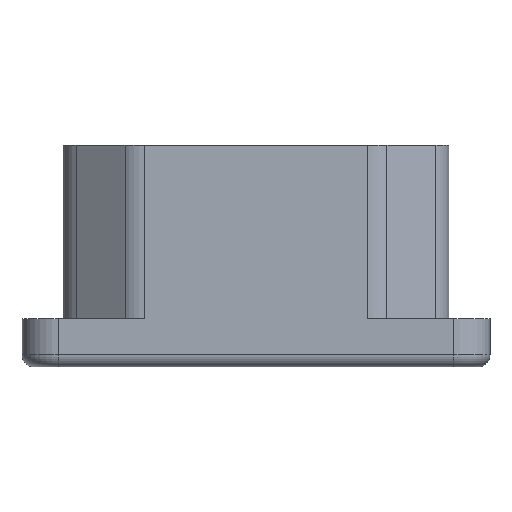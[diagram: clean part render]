
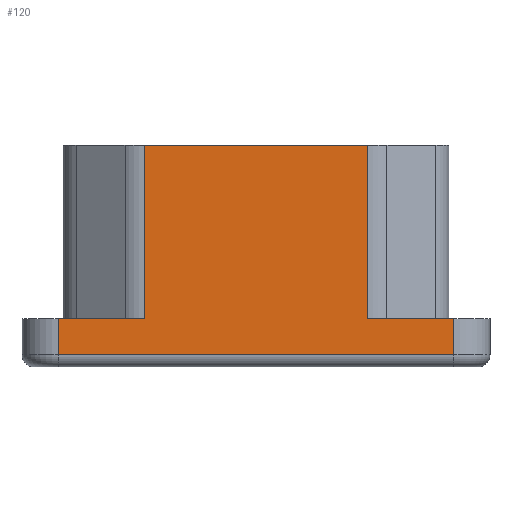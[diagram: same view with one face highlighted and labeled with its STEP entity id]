
A CAD part, front view. The second image highlights one B-rep face of the part: STEP entity #120.
In plain terms, the highlighted planar face has unit normal (0, -1, 0).
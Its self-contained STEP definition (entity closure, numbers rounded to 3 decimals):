
#20 = VERTEX_POINT ( 'NONE', #405 ) ;
#39 = EDGE_CURVE ( 'NONE', #87, #332, #521, .T. ) ;
#43 = ORIENTED_EDGE ( 'NONE', *, *, #39, .T. ) ;
#48 = EDGE_CURVE ( 'NONE', #20, #103, #427, .T. ) ;
#50 = EDGE_CURVE ( 'NONE', #105, #103, #436, .T. ) ;
#67 = EDGE_CURVE ( 'NONE', #87, #20, #591, .T. ) ;
#87 = VERTEX_POINT ( 'NONE', #720 ) ;
#102 = ORIENTED_EDGE ( 'NONE', *, *, #50, .T. ) ;
#103 = VERTEX_POINT ( 'NONE', #677 ) ;
#104 = ORIENTED_EDGE ( 'NONE', *, *, #48, .F. ) ;
#105 = VERTEX_POINT ( 'NONE', #712 ) ;
#106 = ORIENTED_EDGE ( 'NONE', *, *, #108, .T. ) ;
#107 = EDGE_CURVE ( 'NONE', #118, #105, #681, .T. ) ;
#108 = EDGE_CURVE ( 'NONE', #332, #112, #724, .T. ) ;
#109 = ORIENTED_EDGE ( 'NONE', *, *, #67, .F. ) ;
#110 = ORIENTED_EDGE ( 'NONE', *, *, #107, .T. ) ;
#112 = VERTEX_POINT ( 'NONE', #673 ) ;
#113 = ORIENTED_EDGE ( 'NONE', *, *, #117, .T. ) ;
#114 = VERTEX_POINT ( 'NONE', #667 ) ;
#115 = ORIENTED_EDGE ( 'NONE', *, *, #116, .F. ) ;
#116 = EDGE_CURVE ( 'NONE', #114, #112, #672, .T. ) ;
#117 = EDGE_CURVE ( 'NONE', #114, #118, #708, .T. ) ;
#118 = VERTEX_POINT ( 'NONE', #709 ) ;
#119 = EDGE_LOOP ( 'NONE', ( #115, #113, #110, #102, #104, #109, #43, #106 ) ) ;
#120 = ADVANCED_FACE ( 'NONE', ( #707 ), #701, .F. ) ;
#332 = VERTEX_POINT ( 'NONE', #1127 ) ;
#379 = DIRECTION ( 'NONE',  ( -1., 0., 0. ) ) ;
#380 = VECTOR ( 'NONE', #379, 1000. ) ;
#385 = CARTESIAN_POINT ( 'NONE',  ( 8.2, -3.275, 0. ) ) ;
#405 = CARTESIAN_POINT ( 'NONE',  ( 4.626, -3.275, 7.2 ) ) ;
#424 = DIRECTION ( 'NONE',  ( 0., 0., -1. ) ) ;
#425 = VECTOR ( 'NONE', #424, 1000. ) ;
#426 = CARTESIAN_POINT ( 'NONE',  ( 4.626, -3.275, 7.2 ) ) ;
#427 = LINE ( 'NONE', #426, #425 ) ;
#436 = LINE ( 'NONE', #385, #380 ) ;
#439 = DIRECTION ( 'NONE',  ( 0., 0., -1. ) ) ;
#440 = VECTOR ( 'NONE', #439, 1000. ) ;
#441 = CARTESIAN_POINT ( 'NONE',  ( -4.626, -3.275, 7.2 ) ) ;
#521 = LINE ( 'NONE', #441, #440 ) ;
#583 = DIRECTION ( 'NONE',  ( 1., 0., 0. ) ) ;
#585 = VECTOR ( 'NONE', #583, 1000. ) ;
#590 = CARTESIAN_POINT ( 'NONE',  ( -4.626, -3.275, 7.2 ) ) ;
#591 = LINE ( 'NONE', #590, #585 ) ;
#664 = DIRECTION ( 'NONE',  ( 0., 0., 1. ) ) ;
#667 = CARTESIAN_POINT ( 'NONE',  ( -8.2, -3.275, -1.5 ) ) ;
#669 = DIRECTION ( 'NONE',  ( -1., 0., 0. ) ) ;
#670 = VECTOR ( 'NONE', #669, 1000. ) ;
#671 = CARTESIAN_POINT ( 'NONE',  ( 8.2, -3.275, 0. ) ) ;
#672 = LINE ( 'NONE', #706, #705 ) ;
#673 = CARTESIAN_POINT ( 'NONE',  ( -8.2, -3.275, 0. ) ) ;
#674 = DIRECTION ( 'NONE',  ( 0., 0., 1. ) ) ;
#675 = VECTOR ( 'NONE', #674, 1000. ) ;
#676 = DIRECTION ( 'NONE',  ( 0., 1., 0. ) ) ;
#677 = CARTESIAN_POINT ( 'NONE',  ( 4.626, -3.275, 0. ) ) ;
#680 = CARTESIAN_POINT ( 'NONE',  ( 8.2, -3.275, -2. ) ) ;
#681 = LINE ( 'NONE', #680, #675 ) ;
#698 = DIRECTION ( 'NONE',  ( 1., 0., 0. ) ) ;
#699 = VECTOR ( 'NONE', #698, 1000. ) ;
#700 = CARTESIAN_POINT ( 'NONE',  ( -4.626, -3.275, -1.5 ) ) ;
#701 = PLANE ( 'NONE',  #710 ) ;
#703 = CARTESIAN_POINT ( 'NONE',  ( -4.626, -3.275, 7.2 ) ) ;
#704 = DIRECTION ( 'NONE',  ( 0., 0., 1. ) ) ;
#705 = VECTOR ( 'NONE', #704, 1000. ) ;
#706 = CARTESIAN_POINT ( 'NONE',  ( -8.2, -3.275, -2. ) ) ;
#707 = FACE_OUTER_BOUND ( 'NONE', #119, .T. ) ;
#708 = LINE ( 'NONE', #700, #699 ) ;
#709 = CARTESIAN_POINT ( 'NONE',  ( 8.2, -3.275, -1.5 ) ) ;
#710 = AXIS2_PLACEMENT_3D ( 'NONE', #703, #676, #664 ) ;
#712 = CARTESIAN_POINT ( 'NONE',  ( 8.2, -3.275, 0. ) ) ;
#720 = CARTESIAN_POINT ( 'NONE',  ( -4.626, -3.275, 7.2 ) ) ;
#724 = LINE ( 'NONE', #671, #670 ) ;
#1127 = CARTESIAN_POINT ( 'NONE',  ( -4.626, -3.275, 0. ) ) ;
